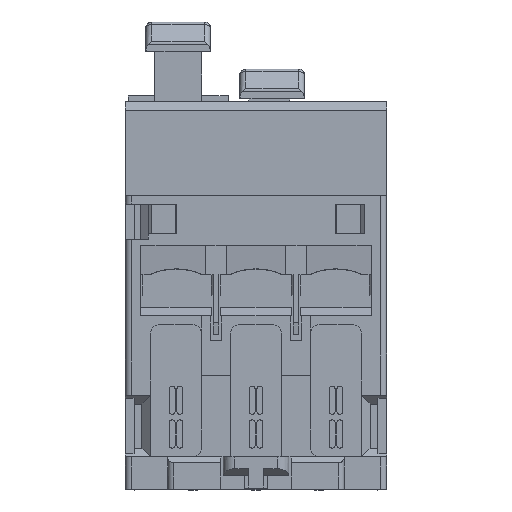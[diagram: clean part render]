
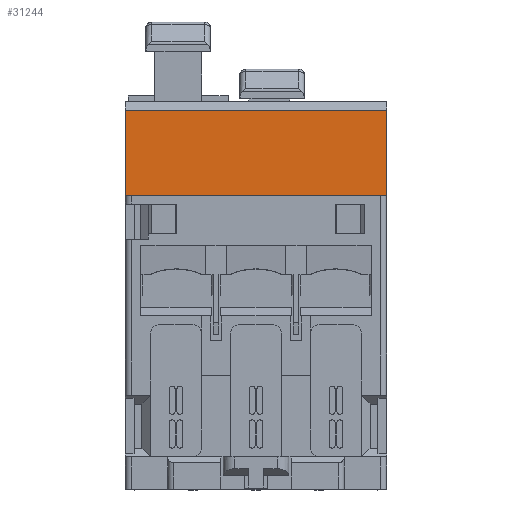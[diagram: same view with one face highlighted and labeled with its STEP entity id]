
A CAD part, top view. The second image highlights one B-rep face of the part: STEP entity #31244.
In plain terms, the highlighted planar face has unit normal (0, 0, 1).
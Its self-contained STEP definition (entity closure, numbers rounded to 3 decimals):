
#235 = VERTEX_POINT ( 'NONE', #3530 ) ;
#2775 = VECTOR ( 'NONE', #31177, 1000. ) ;
#3530 = CARTESIAN_POINT ( 'NONE',  ( -22.25, 50., 22.5 ) ) ;
#5024 = VECTOR ( 'NONE', #8830, 1000. ) ;
#5647 = CARTESIAN_POINT ( 'NONE',  ( 22.25, 50., 22.5 ) ) ;
#5994 = LINE ( 'NONE', #5647, #5024 ) ;
#8751 = VECTOR ( 'NONE', #13002, 1000. ) ;
#8830 = DIRECTION ( 'NONE',  ( -1., 0., 0. ) ) ;
#9087 = CARTESIAN_POINT ( 'NONE',  ( 22.25, 0., 22.5 ) ) ;
#9752 = LINE ( 'NONE', #22430, #8751 ) ;
#10940 = ORIENTED_EDGE ( 'NONE', *, *, #23365, .T. ) ;
#11883 = VERTEX_POINT ( 'NONE', #13734 ) ;
#12608 = CARTESIAN_POINT ( 'NONE',  ( -22.25, 64.5, 22.5 ) ) ;
#13002 = DIRECTION ( 'NONE',  ( -1., 0., 0. ) ) ;
#13734 = CARTESIAN_POINT ( 'NONE',  ( 22.25, 64.5, 22.5 ) ) ;
#14017 = CARTESIAN_POINT ( 'NONE',  ( 22.25, 0., 22.5 ) ) ;
#14674 = EDGE_LOOP ( 'NONE', ( #23609, #36517, #10940, #29306 ) ) ;
#16537 = CARTESIAN_POINT ( 'NONE',  ( -22.25, 0., 22.5 ) ) ;
#17060 = PLANE ( 'NONE',  #27090 ) ;
#17200 = DIRECTION ( 'NONE',  ( 1., 0., 0. ) ) ;
#19054 = VERTEX_POINT ( 'NONE', #20538 ) ;
#20538 = CARTESIAN_POINT ( 'NONE',  ( 22.25, 50., 22.5 ) ) ;
#21401 = VECTOR ( 'NONE', #35404, 1000. ) ;
#22404 = LINE ( 'NONE', #16537, #21401 ) ;
#22430 = CARTESIAN_POINT ( 'NONE',  ( 22.25, 64.5, 22.5 ) ) ;
#22849 = FACE_OUTER_BOUND ( 'NONE', #14674, .T. ) ;
#22854 = EDGE_CURVE ( 'NONE', #11883, #24193, #9752, .T. ) ;
#23365 = EDGE_CURVE ( 'NONE', #19054, #11883, #27959, .T. ) ;
#23609 = ORIENTED_EDGE ( 'NONE', *, *, #30777, .F. ) ;
#24193 = VERTEX_POINT ( 'NONE', #12608 ) ;
#27090 = AXIS2_PLACEMENT_3D ( 'NONE', #14017, #36068, #17200 ) ;
#27959 = LINE ( 'NONE', #9087, #2775 ) ;
#29306 = ORIENTED_EDGE ( 'NONE', *, *, #22854, .T. ) ;
#30777 = EDGE_CURVE ( 'NONE', #235, #24193, #22404, .T. ) ;
#31177 = DIRECTION ( 'NONE',  ( 0., 1., 0. ) ) ;
#31244 = ADVANCED_FACE ( 'NONE', ( #22849 ), #17060, .T. ) ;
#35404 = DIRECTION ( 'NONE',  ( 0., 1., 0. ) ) ;
#36068 = DIRECTION ( 'NONE',  ( 0., 0., 1. ) ) ;
#36517 = ORIENTED_EDGE ( 'NONE', *, *, #37155, .F. ) ;
#37155 = EDGE_CURVE ( 'NONE', #19054, #235, #5994, .T. ) ;
